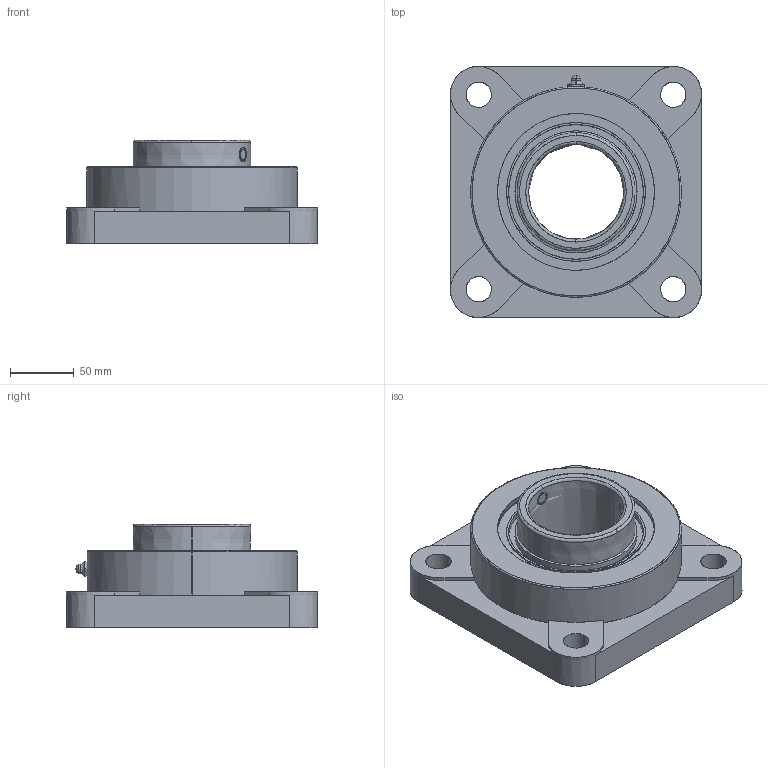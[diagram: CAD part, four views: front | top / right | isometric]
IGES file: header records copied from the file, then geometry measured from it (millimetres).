
Start section: SolidWorks IGES file using analytic representation for surfaces
Global section: file name: SFDEFAU012414520677.igs; native system: SolidWorks 2013; preprocessor: SolidWorks 2013; author: partstream; date: 130124.140525; units: millimetre
Bounding box: 196.85 x 196.85 x 80.96 mm (x, y, z)
Surface area: 166761 mm2 (no closed solid volume)
Topology: 0 solids, 0 shells, 136 faces, 3080 edges, 3106 vertices
Faces by surface type: bspline 72, revolution 64
